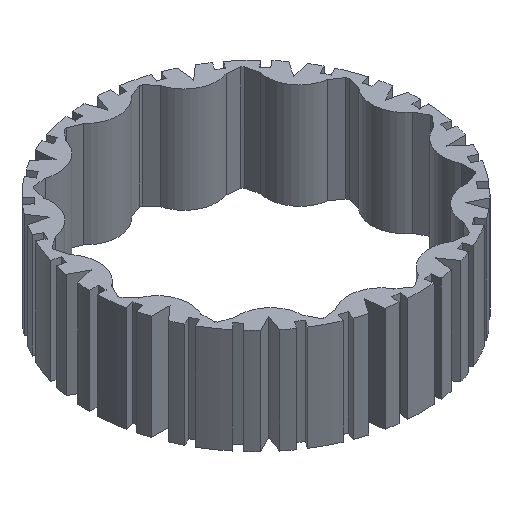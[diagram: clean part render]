
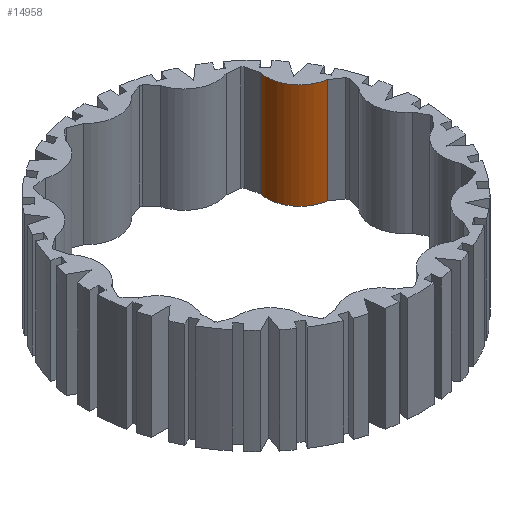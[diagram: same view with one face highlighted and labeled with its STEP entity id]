
A CAD part, isometric view. The second image highlights one B-rep face of the part: STEP entity #14958.
In plain terms, the highlighted cylindrical face has radius 12.5 mm (diameter 25 mm), a partial arc.
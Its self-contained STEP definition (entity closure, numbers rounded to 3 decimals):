
#32 = PLANE('',#33);
#33 = AXIS2_PLACEMENT_3D('',#34,#35,#36);
#34 = CARTESIAN_POINT('',(0.,0.,7.));
#35 = DIRECTION('',(0.,0.,1.));
#36 = DIRECTION('',(1.,0.,0.));
#4223 = VERTEX_POINT('',#4224);
#4224 = CARTESIAN_POINT('',(41.308,39.707,7.));
#4236 = B_SPLINE_SURFACE_WITH_KNOTS('',1,2,(
    (#4237,#4238,#4239,#4240,#4241)
    ,(#4242,#4243,#4244,#4245,#4246
    )),.UNSPECIFIED.,.F.,.F.,.F.,(2,2),(3,1,1,3),(0.,54.),(-3.305,
    0.,54.,57.305),.UNSPECIFIED.);
#4237 = CARTESIAN_POINT('',(41.308,39.707,-3.305));
#4238 = CARTESIAN_POINT('',(41.308,39.707,-1.652));
#4239 = CARTESIAN_POINT('',(41.308,39.707,27.));
#4240 = CARTESIAN_POINT('',(41.308,39.707,55.652));
#4241 = CARTESIAN_POINT('',(41.308,39.707,57.305));
#4242 = CARTESIAN_POINT('',(40.143,44.593,-3.305));
#4243 = CARTESIAN_POINT('',(40.143,44.593,-1.652));
#4244 = CARTESIAN_POINT('',(40.143,44.593,27.));
#4245 = CARTESIAN_POINT('',(40.143,44.593,55.652));
#4246 = CARTESIAN_POINT('',(40.143,44.593,57.305));
#4253 = EDGE_CURVE('',#4223,#4254,#4256,.T.);
#4254 = VERTEX_POINT('',#4255);
#4255 = CARTESIAN_POINT('',(51.775,24.543,7.));
#4256 = SURFACE_CURVE('',#4257,(#4262,#4269),.PCURVE_S1.);
#4257 = CIRCLE('',#4258,12.5);
#4258 = AXIS2_PLACEMENT_3D('',#4259,#4260,#4261);
#4259 = CARTESIAN_POINT('',(53.494,36.924,7.));
#4260 = DIRECTION('',(0.,0.,1.));
#4261 = DIRECTION('',(0.568,-0.823,0.));
#4262 = PCURVE('',#32,#4263);
#4263 = DEFINITIONAL_REPRESENTATION('',(#4264),#4268);
#4264 = CIRCLE('',#4265,12.5);
#4265 = AXIS2_PLACEMENT_2D('',#4266,#4267);
#4266 = CARTESIAN_POINT('',(53.494,36.924));
#4267 = DIRECTION('',(0.568,-0.823));
#4268 = ( GEOMETRIC_REPRESENTATION_CONTEXT(2) 
PARAMETRIC_REPRESENTATION_CONTEXT() REPRESENTATION_CONTEXT('2D SPACE',''
  ) );
#4269 = PCURVE('',#4270,#4275);
#4270 = CYLINDRICAL_SURFACE('',#4271,12.5);
#4271 = AXIS2_PLACEMENT_3D('',#4272,#4273,#4274);
#4272 = CARTESIAN_POINT('',(53.494,36.924,54.));
#4273 = DIRECTION('',(0.,0.,1.));
#4274 = DIRECTION('',(0.568,-0.823,0.));
#4275 = DEFINITIONAL_REPRESENTATION('',(#4276),#4280);
#4276 = LINE('',#4277,#4278);
#4277 = CARTESIAN_POINT('',(0.,-47.));
#4278 = VECTOR('',#4279,1.);
#4279 = DIRECTION('',(1.,0.));
#4280 = ( GEOMETRIC_REPRESENTATION_CONTEXT(2) 
PARAMETRIC_REPRESENTATION_CONTEXT() REPRESENTATION_CONTEXT('2D SPACE',''
  ) );
#4296 = B_SPLINE_SURFACE_WITH_KNOTS('',1,2,(
    (#4297,#4298,#4299,#4300,#4301)
    ,(#4302,#4303,#4304,#4305,#4306
    )),.UNSPECIFIED.,.F.,.F.,.F.,(2,2),(3,1,1,3),(0.,54.),(-3.305,
    0.,54.,57.305),.UNSPECIFIED.);
#4297 = CARTESIAN_POINT('',(55.93,21.721,-3.305));
#4298 = CARTESIAN_POINT('',(55.93,21.721,-1.652));
#4299 = CARTESIAN_POINT('',(55.93,21.721,27.));
#4300 = CARTESIAN_POINT('',(55.93,21.721,55.652));
#4301 = CARTESIAN_POINT('',(55.93,21.721,57.305));
#4302 = CARTESIAN_POINT('',(51.775,24.543,-3.305));
#4303 = CARTESIAN_POINT('',(51.775,24.543,-1.652));
#4304 = CARTESIAN_POINT('',(51.775,24.543,27.));
#4305 = CARTESIAN_POINT('',(51.775,24.543,55.652));
#4306 = CARTESIAN_POINT('',(51.775,24.543,57.305));
#5674 = PLANE('',#5675);
#5675 = AXIS2_PLACEMENT_3D('',#5676,#5677,#5678);
#5676 = CARTESIAN_POINT('',(0.,0.,47.));
#5677 = DIRECTION('',(0.,0.,1.));
#5678 = DIRECTION('',(1.,0.,0.));
#14916 = EDGE_CURVE('',#4254,#14917,#14919,.T.);
#14917 = VERTEX_POINT('',#14918);
#14918 = CARTESIAN_POINT('',(51.775,24.543,47.));
#14919 = SURFACE_CURVE('',#14920,(#14926,#14933),.PCURVE_S1.);
#14920 = B_SPLINE_CURVE_WITH_KNOTS('',2,(#14921,#14922,#14923,#14924,
    #14925),.UNSPECIFIED.,.F.,.F.,(3,1,1,3),(-3.305,0.,54.,
    57.305),.UNSPECIFIED.);
#14921 = CARTESIAN_POINT('',(51.775,24.543,-3.305));
#14922 = CARTESIAN_POINT('',(51.775,24.543,-1.652));
#14923 = CARTESIAN_POINT('',(51.775,24.543,27.));
#14924 = CARTESIAN_POINT('',(51.775,24.543,55.652));
#14925 = CARTESIAN_POINT('',(51.775,24.543,57.305));
#14926 = PCURVE('',#4296,#14927);
#14927 = DEFINITIONAL_REPRESENTATION('',(#14928),#14932);
#14928 = LINE('',#14929,#14930);
#14929 = CARTESIAN_POINT('',(54.,0.));
#14930 = VECTOR('',#14931,1.);
#14931 = DIRECTION('',(0.,1.));
#14932 = ( GEOMETRIC_REPRESENTATION_CONTEXT(2) 
PARAMETRIC_REPRESENTATION_CONTEXT() REPRESENTATION_CONTEXT('2D SPACE',''
  ) );
#14933 = PCURVE('',#4270,#14934);
#14934 = DEFINITIONAL_REPRESENTATION('',(#14935),#14938);
#14935 = B_SPLINE_CURVE_WITH_KNOTS('',1,(#14936,#14937),.UNSPECIFIED.,
  .F.,.F.,(2,2),(0.,54.),.PIECEWISE_BEZIER_KNOTS.);
#14936 = CARTESIAN_POINT('',(5.541,-54.));
#14937 = CARTESIAN_POINT('',(5.541,0.));
#14938 = ( GEOMETRIC_REPRESENTATION_CONTEXT(2) 
PARAMETRIC_REPRESENTATION_CONTEXT() REPRESENTATION_CONTEXT('2D SPACE',''
  ) );
#14958 = ADVANCED_FACE('',(#14959),#4270,.T.);
#14959 = FACE_BOUND('',#14960,.T.);
#14960 = EDGE_LOOP('',(#14961,#14985,#15007,#15008));
#14961 = ORIENTED_EDGE('',*,*,#14962,.F.);
#14962 = EDGE_CURVE('',#14963,#14917,#14965,.T.);
#14963 = VERTEX_POINT('',#14964);
#14964 = CARTESIAN_POINT('',(41.308,39.707,47.));
#14965 = SURFACE_CURVE('',#14966,(#14971,#14978),.PCURVE_S1.);
#14966 = CIRCLE('',#14967,12.5);
#14967 = AXIS2_PLACEMENT_3D('',#14968,#14969,#14970);
#14968 = CARTESIAN_POINT('',(53.494,36.924,47.));
#14969 = DIRECTION('',(0.,0.,1.));
#14970 = DIRECTION('',(0.568,-0.823,0.));
#14971 = PCURVE('',#4270,#14972);
#14972 = DEFINITIONAL_REPRESENTATION('',(#14973),#14977);
#14973 = LINE('',#14974,#14975);
#14974 = CARTESIAN_POINT('',(0.,-7.));
#14975 = VECTOR('',#14976,1.);
#14976 = DIRECTION('',(1.,0.));
#14977 = ( GEOMETRIC_REPRESENTATION_CONTEXT(2) 
PARAMETRIC_REPRESENTATION_CONTEXT() REPRESENTATION_CONTEXT('2D SPACE',''
  ) );
#14978 = PCURVE('',#5674,#14979);
#14979 = DEFINITIONAL_REPRESENTATION('',(#14980),#14984);
#14980 = CIRCLE('',#14981,12.5);
#14981 = AXIS2_PLACEMENT_2D('',#14982,#14983);
#14982 = CARTESIAN_POINT('',(53.494,36.924));
#14983 = DIRECTION('',(0.568,-0.823));
#14984 = ( GEOMETRIC_REPRESENTATION_CONTEXT(2) 
PARAMETRIC_REPRESENTATION_CONTEXT() REPRESENTATION_CONTEXT('2D SPACE',''
  ) );
#14985 = ORIENTED_EDGE('',*,*,#14986,.F.);
#14986 = EDGE_CURVE('',#4223,#14963,#14987,.T.);
#14987 = SURFACE_CURVE('',#14988,(#14994,#15000),.PCURVE_S1.);
#14988 = B_SPLINE_CURVE_WITH_KNOTS('',2,(#14989,#14990,#14991,#14992,
    #14993),.UNSPECIFIED.,.F.,.F.,(3,1,1,3),(-3.305,0.,54.,
    57.305),.UNSPECIFIED.);
#14989 = CARTESIAN_POINT('',(41.308,39.707,-3.305));
#14990 = CARTESIAN_POINT('',(41.308,39.707,-1.652));
#14991 = CARTESIAN_POINT('',(41.308,39.707,27.));
#14992 = CARTESIAN_POINT('',(41.308,39.707,55.652));
#14993 = CARTESIAN_POINT('',(41.308,39.707,57.305));
#14994 = PCURVE('',#4270,#14995);
#14995 = DEFINITIONAL_REPRESENTATION('',(#14996),#14999);
#14996 = B_SPLINE_CURVE_WITH_KNOTS('',1,(#14997,#14998),.UNSPECIFIED.,
  .F.,.F.,(2,2),(0.,54.),.PIECEWISE_BEZIER_KNOTS.);
#14997 = CARTESIAN_POINT('',(3.884,-54.));
#14998 = CARTESIAN_POINT('',(3.884,0.));
#14999 = ( GEOMETRIC_REPRESENTATION_CONTEXT(2) 
PARAMETRIC_REPRESENTATION_CONTEXT() REPRESENTATION_CONTEXT('2D SPACE',''
  ) );
#15000 = PCURVE('',#4236,#15001);
#15001 = DEFINITIONAL_REPRESENTATION('',(#15002),#15006);
#15002 = LINE('',#15003,#15004);
#15003 = CARTESIAN_POINT('',(0.,0.));
#15004 = VECTOR('',#15005,1.);
#15005 = DIRECTION('',(0.,1.));
#15006 = ( GEOMETRIC_REPRESENTATION_CONTEXT(2) 
PARAMETRIC_REPRESENTATION_CONTEXT() REPRESENTATION_CONTEXT('2D SPACE',''
  ) );
#15007 = ORIENTED_EDGE('',*,*,#4253,.T.);
#15008 = ORIENTED_EDGE('',*,*,#14916,.T.);
